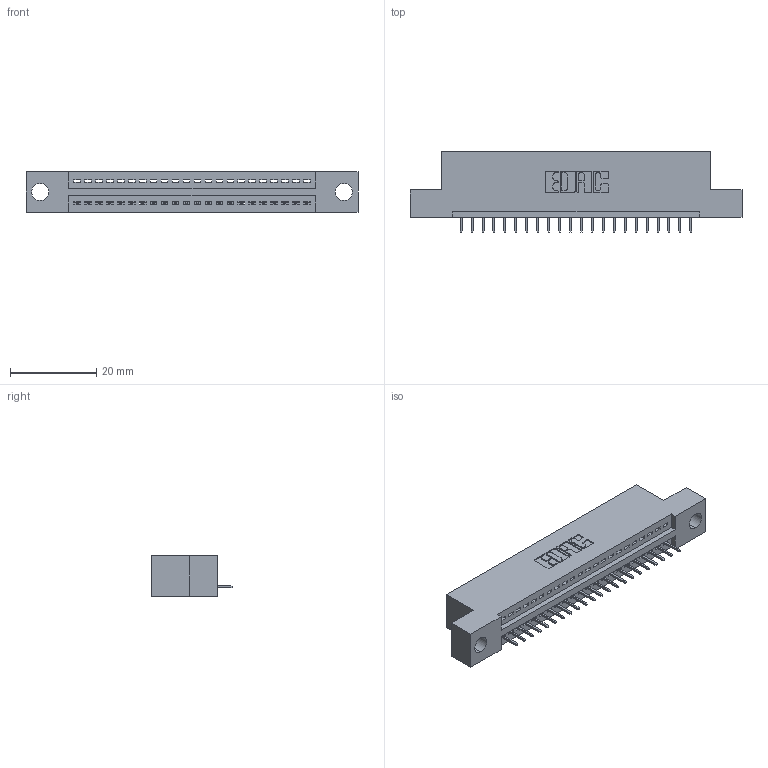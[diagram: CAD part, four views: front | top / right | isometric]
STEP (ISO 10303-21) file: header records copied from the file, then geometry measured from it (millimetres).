
FILE_DESCRIPTION (( 'STEP AP203' ), '1' );
FILE_NAME ('395-022-525-104.STEP', '2020-09-23T13:08:29', ( '' ), ( '' ), 'SwSTEP 2.0', 'SolidWorks 2020', '' );
FILE_SCHEMA (( 'CONFIG_CONTROL_DESIGN' ));
Length unit declared in the file: inch
Products named in the file (3): 345-292-001_345-293-125; 395-022-525-104; 345 Part_Flush Mounting Lugs - 0.156 Dia-TH
Assembly tree (23 placements, depth 2):
  395-022-525-104
    345 Part_Flush Mounting Lugs - 0.156 Dia-TH
    345-292-001_345-293-125  x22
Bounding box: 77.09 x 18.72 x 9.4 mm (x, y, z)
Volume: 6980.5 mm3; surface area: 8513.8 mm2
Topology: 23 solids, 23 shells, 1490 faces, 4301 edges, 2778 vertices
Faces by surface type: plane 1092, cylinder 398
Entity records: 19327 total; most frequent: CARTESIAN_POINT 3354, ORIENTED_EDGE 3310, DIRECTION 2959, EDGE_CURVE 1655, VECTOR 1439, LINE 1439, VERTEX_POINT 1098, AXIS2_PLACEMENT_3D 760
